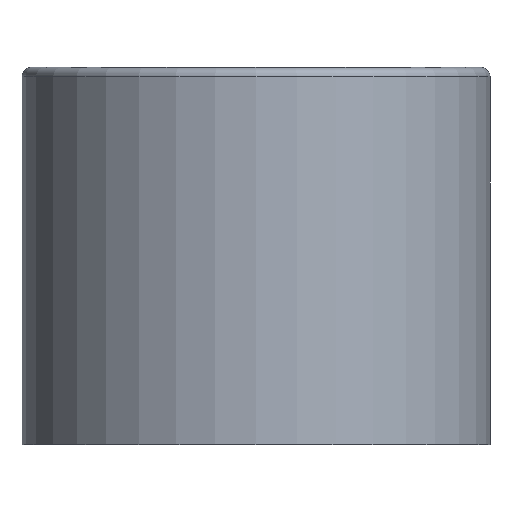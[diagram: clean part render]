
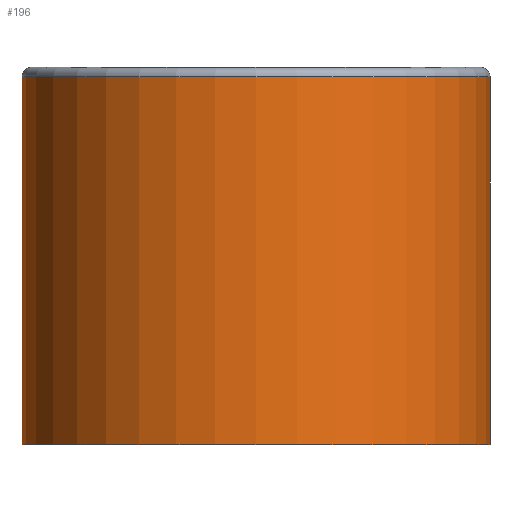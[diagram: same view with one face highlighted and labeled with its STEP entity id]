
A CAD part, front view. The second image highlights one B-rep face of the part: STEP entity #196.
In plain terms, the highlighted cylindrical face has radius 2.5 mm (diameter 5 mm), a full revolution.
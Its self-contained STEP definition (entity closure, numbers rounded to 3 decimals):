
#154=CARTESIAN_POINT('',(2.5,0.,3.93));
#155=VERTEX_POINT('',#154);
#156=CARTESIAN_POINT('',(0.0,0.0,3.93));
#157=DIRECTION('',(0.0,0.0,1.0));
#158=DIRECTION('',(-1.0,0.0,0.0));
#159=AXIS2_PLACEMENT_3D('',#156,#157,#158);
#160=CIRCLE('',#159,2.5);
#161=EDGE_CURVE('',#155,#155,#160,.T.);
#177=CARTESIAN_POINT('',(0.0,0.0,-0.197));
#178=DIRECTION('',(0.0,0.0,1.0));
#179=DIRECTION('',(1.0,0.0,0.0));
#180=AXIS2_PLACEMENT_3D('',#177,#178,#179);
#181=CYLINDRICAL_SURFACE('',#180,2.5);
#182=ORIENTED_EDGE('',*,*,#161,.F.);
#183=EDGE_LOOP('',(#182));
#184=FACE_OUTER_BOUND('',#183,.T.);
#185=CARTESIAN_POINT('',(2.5,0.,0.0));
#186=VERTEX_POINT('',#185);
#187=CARTESIAN_POINT('',(0.0,0.0,0.0));
#188=DIRECTION('',(0.0,0.0,-1.0));
#189=DIRECTION('',(-1.0,0.0,0.0));
#190=AXIS2_PLACEMENT_3D('',#187,#188,#189);
#191=CIRCLE('',#190,2.5);
#192=EDGE_CURVE('',#186,#186,#191,.T.);
#193=ORIENTED_EDGE('',*,*,#192,.F.);
#194=EDGE_LOOP('',(#193));
#195=FACE_BOUND('',#194,.T.);
#196=ADVANCED_FACE('',(#184,#195),#181,.T.);
